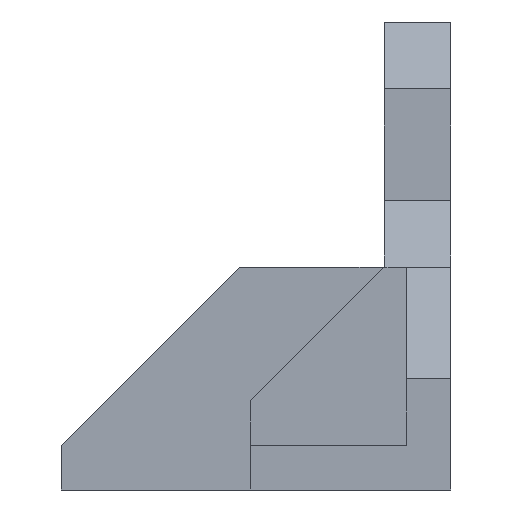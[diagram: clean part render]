
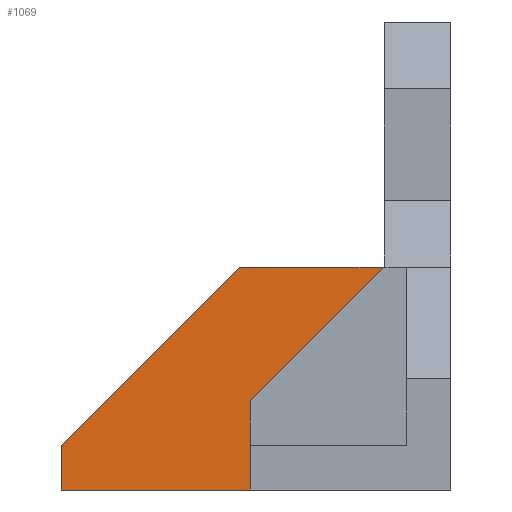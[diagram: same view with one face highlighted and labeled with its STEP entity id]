
A CAD part, left-side view. The second image highlights one B-rep face of the part: STEP entity #1069.
In plain terms, the highlighted planar face has unit normal (-1, 0, 0).
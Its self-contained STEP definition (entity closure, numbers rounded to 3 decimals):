
#67=PLANE('',#1139);
#119=FACE_OUTER_BOUND('',#173,.T.);
#173=EDGE_LOOP('',(#994,#995,#996,#997,#998,#999,#1000,#1001,#1002));
#220=LINE('',#1498,#365);
#224=LINE('',#1505,#369);
#228=LINE('',#1513,#373);
#229=LINE('',#1516,#374);
#233=LINE('',#1523,#378);
#287=LINE('',#1632,#432);
#294=LINE('',#1645,#439);
#308=LINE('',#1671,#453);
#321=LINE('',#1699,#466);
#365=VECTOR('',#1214,10.);
#369=VECTOR('',#1220,10.);
#373=VECTOR('',#1228,10.);
#374=VECTOR('',#1231,10.);
#378=VECTOR('',#1235,10.);
#432=VECTOR('',#1325,10.);
#439=VECTOR('',#1334,10.);
#453=VECTOR('',#1358,10.);
#466=VECTOR('',#1397,10.);
#509=VERTEX_POINT('',#1495);
#510=VERTEX_POINT('',#1497);
#512=VERTEX_POINT('',#1503);
#514=VERTEX_POINT('',#1511);
#515=VERTEX_POINT('',#1515);
#518=VERTEX_POINT('',#1521);
#554=VERTEX_POINT('',#1630);
#555=VERTEX_POINT('',#1631);
#560=VERTEX_POINT('',#1643);
#617=EDGE_CURVE('',#509,#510,#220,.F.);
#621=EDGE_CURVE('',#509,#512,#224,.T.);
#625=EDGE_CURVE('',#512,#514,#228,.T.);
#626=EDGE_CURVE('',#515,#510,#229,.T.);
#630=EDGE_CURVE('',#514,#518,#233,.T.);
#684=EDGE_CURVE('',#554,#555,#287,.T.);
#691=EDGE_CURVE('',#560,#554,#294,.T.);
#705=EDGE_CURVE('',#518,#555,#308,.T.);
#718=EDGE_CURVE('',#515,#560,#321,.T.);
#994=ORIENTED_EDGE('',*,*,#625,.T.);
#995=ORIENTED_EDGE('',*,*,#630,.T.);
#996=ORIENTED_EDGE('',*,*,#705,.T.);
#997=ORIENTED_EDGE('',*,*,#684,.F.);
#998=ORIENTED_EDGE('',*,*,#691,.F.);
#999=ORIENTED_EDGE('',*,*,#718,.F.);
#1000=ORIENTED_EDGE('',*,*,#626,.T.);
#1001=ORIENTED_EDGE('',*,*,#617,.F.);
#1002=ORIENTED_EDGE('',*,*,#621,.T.);
#1069=ADVANCED_FACE('',(#119),#67,.T.);
#1139=AXIS2_PLACEMENT_3D('',#1698,#1395,#1396);
#1214=DIRECTION('',(0.,0.707,0.707));
#1220=DIRECTION('',(0.,0.,1.));
#1228=DIRECTION('',(0.,-1.,0.));
#1231=DIRECTION('',(0.,0.,1.));
#1235=DIRECTION('',(0.,0.,1.));
#1325=DIRECTION('',(0.,-0.707,0.707));
#1334=DIRECTION('',(0.,0.,1.));
#1358=DIRECTION('',(0.,1.,0.));
#1395=DIRECTION('center_axis',(-1.,0.,0.));
#1396=DIRECTION('ref_axis',(0.,-1.,0.));
#1397=DIRECTION('',(0.,1.,0.));
#1495=CARTESIAN_POINT('',(137.25,1.,6.));
#1497=CARTESIAN_POINT('',(137.25,-2.,3.));
#1498=CARTESIAN_POINT('',(137.25,1.625,6.625));
#1503=CARTESIAN_POINT('',(137.25,1.,7.));
#1505=CARTESIAN_POINT('',(137.25,1.,2.5));
#1511=CARTESIAN_POINT('',(137.25,-2.,7.));
#1513=CARTESIAN_POINT('',(137.25,5.25,7.));
#1515=CARTESIAN_POINT('',(137.25,-2.,0.));
#1516=CARTESIAN_POINT('',(137.25,-2.,0.));
#1521=CARTESIAN_POINT('',(137.25,-2.,10.));
#1523=CARTESIAN_POINT('',(137.25,-2.,0.));
#1630=CARTESIAN_POINT('',(137.25,12.5,2.));
#1631=CARTESIAN_POINT('',(137.25,4.5,10.));
#1632=CARTESIAN_POINT('',(137.25,11.,3.5));
#1643=CARTESIAN_POINT('',(137.25,12.5,0.));
#1645=CARTESIAN_POINT('',(137.25,12.5,0.));
#1671=CARTESIAN_POINT('',(137.25,8.875,10.));
#1698=CARTESIAN_POINT('Origin',(137.25,12.5,0.));
#1699=CARTESIAN_POINT('',(137.25,5.,0.));
